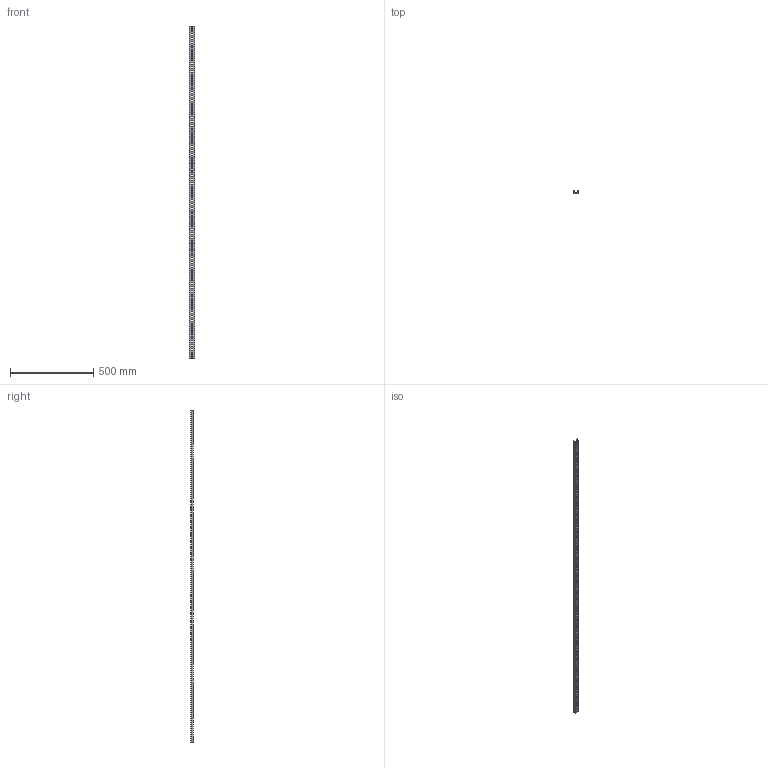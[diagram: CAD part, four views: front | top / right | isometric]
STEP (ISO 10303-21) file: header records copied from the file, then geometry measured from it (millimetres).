
FILE_DESCRIPTION(('SolidDesigner STEP Export'),'2;1');
FILE_NAME('1201730_NS_35_15_PERF_2000MM-select.stp','2015-12-04T12:45:40',(''),(''),'Creo Elements/Direct Modeling STEP processor for AP214 (Solid Model)','Creo Elements/Direct Modeling 18.1 06-May-2012 (C) Parametric Technology GmbH','');
FILE_SCHEMA(('AUTOMOTIVE_DESIGN { 1 0 10303 214 1 1 1 1 }'));
Length unit declared in the file: millimetre
Products named in the file (2): 1201730_NS_35_15_PERF_2000MM-select
Assembly tree (1 placements, depth 2):
  1201730_NS_35_15_PERF_2000MM-select
    1201730_NS_35_15_PERF_2000MM-select
Bounding box: 35 x 15 x 2000 mm (x, y, z)
Volume: 175829.9 mm3; surface area: 245056.6 mm2
Topology: 1 solids, 1 shells, 338 faces, 1008 edges, 672 vertices
Faces by surface type: plane 178, cylinder 160
Entity records: 11879 total; most frequent: ORIENTED_EDGE 2016, CARTESIAN_POINT 2014, DIRECTION 2000, EDGE_CURVE 1008, VECTOR 684, LINE 684, VERTEX_POINT 672, AXIS2_PLACEMENT_3D 658
